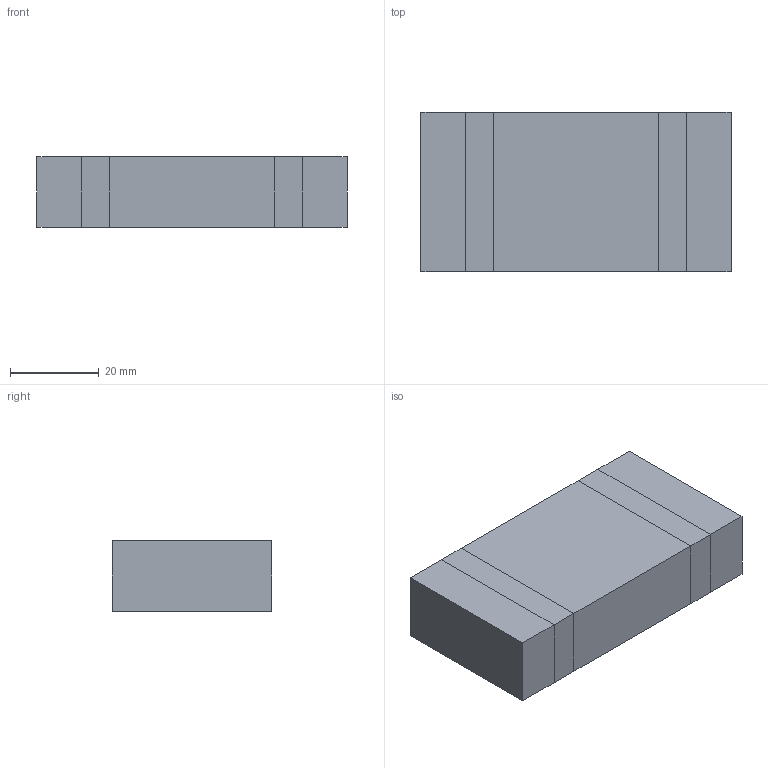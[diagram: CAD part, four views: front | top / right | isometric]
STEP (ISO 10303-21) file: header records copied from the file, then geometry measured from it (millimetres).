
FILE_DESCRIPTION(/* description */ ('','CAx-IF Rec.Pracs.---Representation and Presentation of Product Manufacturing Information (PMI)---4.0---2014-10-13'),/* implementation_level */ '2;1');
FILE_NAME(/* name */ 'WeddingRingBox.step',/* time_stamp */ '2025-04-30T08:05:33-05:00',/* author */ (''),/* organization */ (''),/* preprocessor_version */ 'ST-DEVELOPER v20',/* originating_system */ 'Autodesk Translation Framework v13.20.0.188',/* authorisation */ '');
FILE_SCHEMA (('AP242_MANAGED_MODEL_BASED_3D_ENGINEERING_MIM_LF { 1 0 10303 442 1 1 4 }'));
Length unit declared in the file: millimetre
Products named in the file (3): WeddingRingBox; Wood; Inlay
Assembly tree (2 placements, depth 2):
  WeddingRingBox
    Wood
    Inlay
Bounding box: 70 x 36 x 16 mm (x, y, z)
Volume: 40320 mm3; surface area: 13040 mm2
Topology: 5 solids, 5 shells, 30 faces, 60 edges, 40 vertices
Faces by surface type: plane 30
Entity records: 870 total; most frequent: CARTESIAN_POINT 136, DIRECTION 132, ORIENTED_EDGE 120, LINE 60, VECTOR 60, EDGE_CURVE 60, VERTEX_POINT 40, AXIS2_PLACEMENT_3D 36
